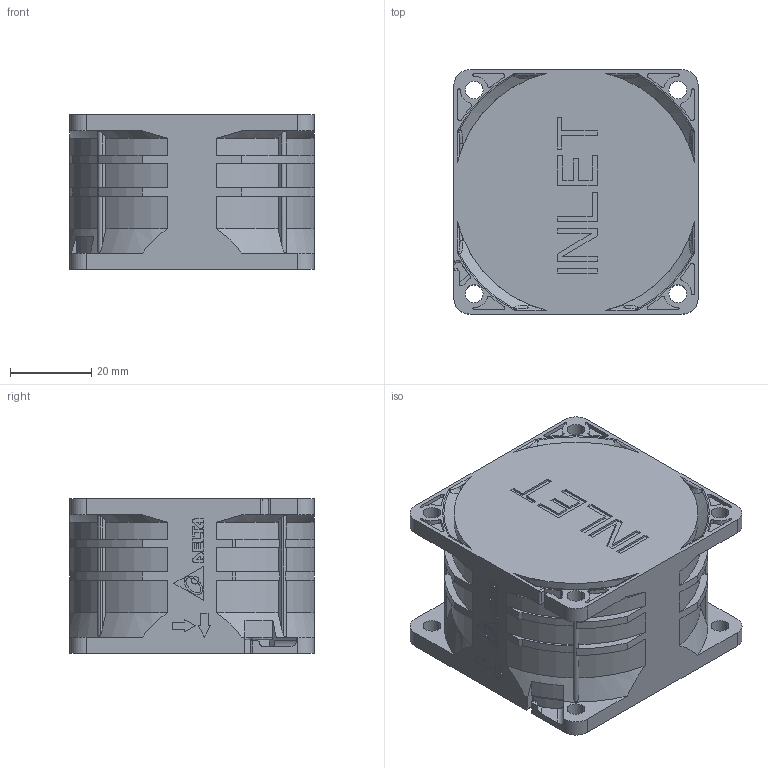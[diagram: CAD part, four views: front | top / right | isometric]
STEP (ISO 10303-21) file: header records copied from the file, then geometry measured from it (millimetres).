
FILE_DESCRIPTION((''),'2;1');
FILE_NAME('111','2023-09-22T',('CHAOREN.XIAO'),(''),'CREO PARAMETRIC BY PTC INC, 2015080','CREO PARAMETRIC BY PTC INC, 2015080','');
FILE_SCHEMA(('CONFIG_CONTROL_DESIGN'));
Length unit declared in the file: millimetre
Products named in the file (1): 111
Bounding box: 60.2 x 60 x 38 mm (x, y, z)
Volume: 116806.8 mm3; surface area: 18741.1 mm2
Topology: 1 solids, 1 shells, 983 faces, 2750 edges, 1842 vertices
Faces by surface type: plane 543, cylinder 259, extrusion 95, bspline 45, cone 29, torus 12
Entity records: 38499 total; most frequent: CARTESIAN_POINT 13484, ORIENTED_EDGE 5484, DIRECTION 4702, EDGE_CURVE 2742, VERTEX_POINT 1842, VECTOR 1786, LINE 1691, AXIS2_PLACEMENT_3D 1458
